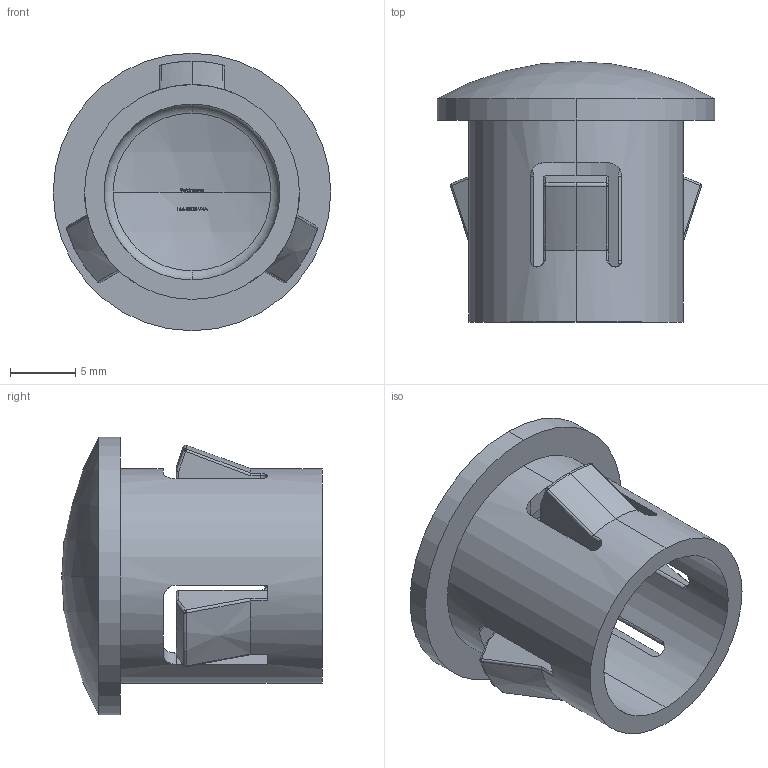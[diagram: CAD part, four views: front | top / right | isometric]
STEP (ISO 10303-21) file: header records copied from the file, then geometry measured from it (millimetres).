
FILE_DESCRIPTION (( 'STEP AP203' ), '1' );
FILE_NAME ('166-2100-V4A.STEP', '2018-12-06T07:48:37', ( '' ), ( '' ), 'SwSTEP 2.0', 'SolidWorks 2015', '' );
FILE_SCHEMA (( 'CONFIG_CONTROL_DESIGN' ));
Length unit declared in the file: millimetre
Products named in the file (1): 166-2100-V4A
Bounding box: 21.3 x 20 x 21.3 mm (x, y, z)
Volume: 1842.6 mm3; surface area: 2503.6 mm2
Topology: 1 solids, 1 shells, 383 faces, 997 edges, 625 vertices
Faces by surface type: plane 143, bspline 102, sphere 66, cylinder 42, torus 23, cone 7
Entity records: 16684 total; most frequent: CARTESIAN_POINT 7749, ORIENTED_EDGE 1970, DIRECTION 1710, EDGE_CURVE 985, AXIS2_PLACEMENT_3D 705, VERTEX_POINT 625, CIRCLE 423, EDGE_LOOP 410
